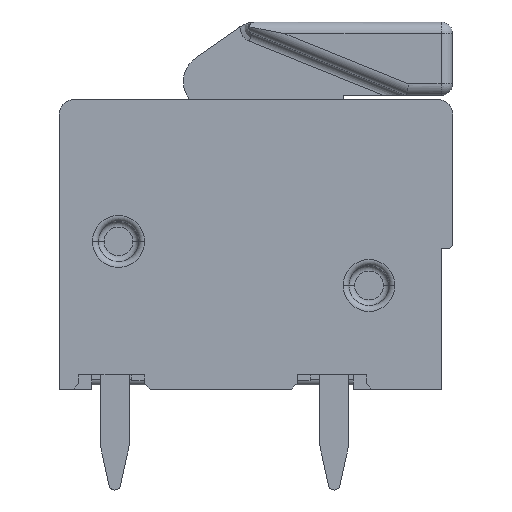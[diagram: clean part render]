
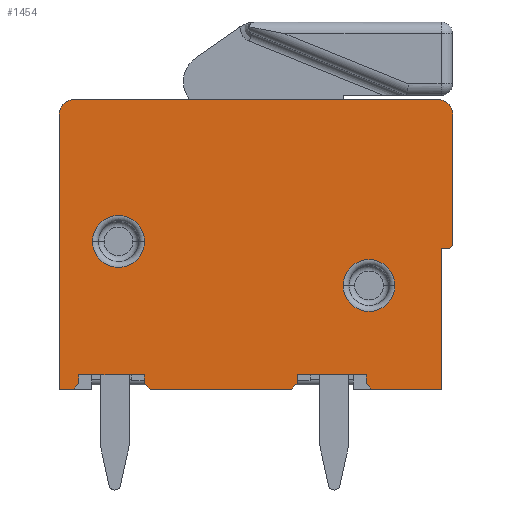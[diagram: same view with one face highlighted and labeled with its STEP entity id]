
A CAD part, left-side view. The second image highlights one B-rep face of the part: STEP entity #1454.
In plain terms, the highlighted planar face has unit normal (-1, 0, 0).
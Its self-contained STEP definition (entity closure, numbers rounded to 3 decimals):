
#1454=ADVANCED_FACE('',(#2778,#2779,#2780),#2781,.F.);
#2778=FACE_OUTER_BOUND('',#4183,.T.);
#2779=FACE_BOUND('',#4184,.T.);
#2780=FACE_BOUND('',#4185,.T.);
#2781=PLANE('',#4186);
#4183=EDGE_LOOP('',(#7840,#7841,#7842,#7843,#7844,#7845,#7846,#7847,#7848,#7849,#7850,#7851,#7852,#7853,#7854,#7855,#7856,#7857,#7858,#7859,#7860));
#4184=EDGE_LOOP('',(#7861,#7862));
#4185=EDGE_LOOP('',(#7863,#7864));
#4186=AXIS2_PLACEMENT_3D('',#7865,#7866,#7867);
#7840=ORIENTED_EDGE('',*,*,#9097,.T.);
#7841=ORIENTED_EDGE('',*,*,#9118,.T.);
#7842=ORIENTED_EDGE('',*,*,#9136,.F.);
#7843=ORIENTED_EDGE('',*,*,#9121,.T.);
#7844=ORIENTED_EDGE('',*,*,#9327,.T.);
#7845=ORIENTED_EDGE('',*,*,#9129,.T.);
#7846=ORIENTED_EDGE('',*,*,#9139,.F.);
#7847=ORIENTED_EDGE('',*,*,#9093,.T.);
#7848=ORIENTED_EDGE('',*,*,#9156,.F.);
#7849=ORIENTED_EDGE('',*,*,#9278,.T.);
#7850=ORIENTED_EDGE('',*,*,#9272,.T.);
#7851=ORIENTED_EDGE('',*,*,#9298,.T.);
#7852=ORIENTED_EDGE('',*,*,#9143,.F.);
#7853=ORIENTED_EDGE('',*,*,#9152,.T.);
#7854=ORIENTED_EDGE('',*,*,#9329,.T.);
#7855=ORIENTED_EDGE('',*,*,#9312,.T.);
#7856=ORIENTED_EDGE('',*,*,#9146,.T.);
#7857=ORIENTED_EDGE('',*,*,#9088,.T.);
#7858=ORIENTED_EDGE('',*,*,#9181,.F.);
#7859=ORIENTED_EDGE('',*,*,#9073,.T.);
#7860=ORIENTED_EDGE('',*,*,#9171,.F.);
#7861=ORIENTED_EDGE('',*,*,#9342,.F.);
#7862=ORIENTED_EDGE('',*,*,#9343,.F.);
#7863=ORIENTED_EDGE('',*,*,#9344,.F.);
#7864=ORIENTED_EDGE('',*,*,#9345,.F.);
#7865=CARTESIAN_POINT('',(0.0,-18.225,-8.198));
#7866=DIRECTION('',(1.0,0.0,0.0));
#7867=DIRECTION('',(0.0,1.0,0.0));
#9073=EDGE_CURVE('',#11072,#11069,#11073,.T.);
#9088=EDGE_CURVE('',#11087,#11099,#11101,.T.);
#9093=EDGE_CURVE('',#11110,#11108,#11111,.T.);
#9097=EDGE_CURVE('',#11116,#11117,#11118,.T.);
#9118=EDGE_CURVE('',#11117,#11149,#11151,.T.);
#9121=EDGE_CURVE('',#11154,#11155,#11156,.T.);
#9129=EDGE_CURVE('',#11166,#11167,#11168,.T.);
#9136=EDGE_CURVE('',#11154,#11149,#11179,.T.);
#9139=EDGE_CURVE('',#11110,#11167,#11182,.T.);
#9143=EDGE_CURVE('',#11187,#11189,#11190,.T.);
#9146=EDGE_CURVE('',#11193,#11087,#11194,.T.);
#9152=EDGE_CURVE('',#11187,#11201,#11203,.T.);
#9156=EDGE_CURVE('',#11207,#11108,#11209,.T.);
#9171=EDGE_CURVE('',#11116,#11069,#11230,.T.);
#9181=EDGE_CURVE('',#11072,#11099,#11243,.T.);
#9272=EDGE_CURVE('',#11373,#11371,#11374,.T.);
#9278=EDGE_CURVE('',#11207,#11373,#11381,.T.);
#9298=EDGE_CURVE('',#11371,#11189,#11406,.T.);
#9312=EDGE_CURVE('',#11424,#11193,#11425,.T.);
#9327=EDGE_CURVE('',#11155,#11166,#11446,.T.);
#9329=EDGE_CURVE('',#11201,#11424,#11448,.T.);
#9342=EDGE_CURVE('',#11461,#11462,#11463,.T.);
#9343=EDGE_CURVE('',#11462,#11461,#11464,.T.);
#9344=EDGE_CURVE('',#11465,#11466,#11467,.T.);
#9345=EDGE_CURVE('',#11466,#11465,#11468,.T.);
#11069=VERTEX_POINT('',#14505);
#11072=VERTEX_POINT('',#14509);
#11073=LINE('',#14510,#14511);
#11087=VERTEX_POINT('',#14531);
#11099=VERTEX_POINT('',#14549);
#11101=LINE('',#14552,#14553);
#11108=VERTEX_POINT('',#14560);
#11110=VERTEX_POINT('',#14563);
#11111=LINE('',#14564,#14565);
#11116=VERTEX_POINT('',#14572);
#11117=VERTEX_POINT('',#14573);
#11118=LINE('',#14574,#14575);
#11149=VERTEX_POINT('',#14617);
#11151=LINE('',#14620,#14621);
#11154=VERTEX_POINT('',#14625);
#11155=VERTEX_POINT('',#14626);
#11156=LINE('',#14627,#14628);
#11166=VERTEX_POINT('',#14643);
#11167=VERTEX_POINT('',#14644);
#11168=LINE('',#14645,#14646);
#11179=LINE('',#14662,#14663);
#11182=LINE('',#14667,#14668);
#11187=VERTEX_POINT('',#14674);
#11189=VERTEX_POINT('',#14677);
#11190=LINE('',#14678,#14679);
#11193=VERTEX_POINT('',#14683);
#11194=CIRCLE('',#14684,0.2);
#11201=VERTEX_POINT('',#14693);
#11203=LINE('',#14696,#14697);
#11207=VERTEX_POINT('',#14702);
#11209=LINE('',#14705,#14706);
#11230=CIRCLE('',#14734,0.5);
#11243=CIRCLE('',#14749,0.5);
#11371=VERTEX_POINT('',#14906);
#11373=VERTEX_POINT('',#14909);
#11374=LINE('',#14910,#14911);
#11381=LINE('',#14921,#14922);
#11406=LINE('',#14958,#14959);
#11424=VERTEX_POINT('',#14984);
#11425=LINE('',#14985,#14986);
#11446=LINE('',#15011,#15012);
#11448=LINE('',#15014,#15015);
#11461=VERTEX_POINT('',#15028);
#11462=VERTEX_POINT('',#15029);
#11463=CIRCLE('',#15030,0.9);
#11464=CIRCLE('',#15031,0.9);
#11465=VERTEX_POINT('',#15032);
#11466=VERTEX_POINT('',#15033);
#11467=CIRCLE('',#15034,0.9);
#11468=CIRCLE('',#15035,0.9);
#14505=CARTESIAN_POINT('',(0.0,12.75,10.05));
#14509=CARTESIAN_POINT('',(0.0,0.1,10.05));
#14510=CARTESIAN_POINT('',(0.0,-0.4,10.05));
#14511=VECTOR('',#16301,1.0);
#14531=CARTESIAN_POINT('',(0.0,-0.4,5.07));
#14549=CARTESIAN_POINT('',(0.0,-0.4,9.55));
#14552=CARTESIAN_POINT('',(0.0,-0.4,0.0));
#14553=VECTOR('',#16315,1.0);
#14560=CARTESIAN_POINT('',(0.0,5.2,0.0));
#14563=CARTESIAN_POINT('',(0.0,10.1,0.0));
#14564=CARTESIAN_POINT('',(0.0,13.25,0.0));
#14565=VECTOR('',#16323,1.0);
#14572=CARTESIAN_POINT('',(0.0,13.25,9.55));
#14573=CARTESIAN_POINT('',(0.0,13.25,0.0));
#14574=CARTESIAN_POINT('',(0.0,13.25,10.05));
#14575=VECTOR('',#16326,1.0);
#14617=CARTESIAN_POINT('',(0.0,12.78,0.0));
#14620=CARTESIAN_POINT('',(0.0,13.25,0.0));
#14621=VECTOR('',#16351,1.0);
#14625=CARTESIAN_POINT('',(0.0,12.58,0.2));
#14626=CARTESIAN_POINT('',(0.0,12.58,0.5));
#14627=CARTESIAN_POINT('',(0.0,12.58,-8.198));
#14628=VECTOR('',#16353,1.0);
#14643=CARTESIAN_POINT('',(0.0,10.3,0.5));
#14644=CARTESIAN_POINT('',(0.0,10.3,0.2));
#14645=CARTESIAN_POINT('',(0.0,10.3,-8.198));
#14646=VECTOR('',#16359,1.0);
#14662=CARTESIAN_POINT('',(0.0,20.978,-8.198));
#14663=VECTOR('',#16365,1.0);
#14667=CARTESIAN_POINT('',(0.0,1.902,-8.198));
#14668=VECTOR('',#16367,1.0);
#14674=CARTESIAN_POINT('',(0.0,2.4,0.0));
#14677=CARTESIAN_POINT('',(0.0,2.6,0.2));
#14678=CARTESIAN_POINT('',(0.0,-5.798,-8.198));
#14679=VECTOR('',#16370,1.0);
#14683=CARTESIAN_POINT('',(0.0,-0.2,4.87));
#14684=AXIS2_PLACEMENT_3D('',#16372,#16373,#16374);
#14693=CARTESIAN_POINT('',(0.0,0.,0.0));
#14696=CARTESIAN_POINT('',(0.0,13.25,0.0));
#14697=VECTOR('',#16381,1.0);
#14702=CARTESIAN_POINT('',(0.0,5.0,0.2));
#14705=CARTESIAN_POINT('',(0.0,13.398,-8.198));
#14706=VECTOR('',#16384,1.0);
#14734=AXIS2_PLACEMENT_3D('',#16401,#16402,#16403);
#14749=AXIS2_PLACEMENT_3D('',#16415,#16416,#16417);
#14906=CARTESIAN_POINT('',(0.0,2.6,0.5));
#14909=CARTESIAN_POINT('',(0.0,5.0,0.5));
#14910=CARTESIAN_POINT('',(0.0,-18.225,0.5));
#14911=VECTOR('',#16547,1.0);
#14921=CARTESIAN_POINT('',(0.0,5.0,-8.198));
#14922=VECTOR('',#16551,1.0);
#14958=CARTESIAN_POINT('',(0.0,2.6,-8.198));
#14959=VECTOR('',#16566,1.0);
#14984=CARTESIAN_POINT('',(0.0,0.,4.87));
#14985=CARTESIAN_POINT('',(0.0,-18.225,4.87));
#14986=VECTOR('',#16580,1.0);
#15011=CARTESIAN_POINT('',(0.0,-18.225,0.5));
#15012=VECTOR('',#16597,1.0);
#15014=CARTESIAN_POINT('',(0.0,0.,-8.198));
#15015=VECTOR('',#16598,1.0);
#15028=CARTESIAN_POINT('',(0.0,12.1,5.13));
#15029=CARTESIAN_POINT('',(0.0,10.3,5.13));
#15030=AXIS2_PLACEMENT_3D('',#16617,#16618,#16619);
#15031=AXIS2_PLACEMENT_3D('',#16620,#16621,#16622);
#15032=CARTESIAN_POINT('',(0.0,3.4,3.6));
#15033=CARTESIAN_POINT('',(0.0,1.6,3.6));
#15034=AXIS2_PLACEMENT_3D('',#16623,#16624,#16625);
#15035=AXIS2_PLACEMENT_3D('',#16626,#16627,#16628);
#16301=DIRECTION('',(0.0,1.0,0.0));
#16315=DIRECTION('',(0.0,0.0,1.0));
#16323=DIRECTION('',(0.0,-1.0,0.0));
#16326=DIRECTION('',(0.0,0.0,-1.0));
#16351=DIRECTION('',(0.0,-1.0,0.0));
#16353=DIRECTION('',(0.0,0.0,1.0));
#16359=DIRECTION('',(0.0,0.0,-1.0));
#16365=DIRECTION('',(0.0,0.707,-0.707));
#16367=DIRECTION('',(0.0,0.707,0.707));
#16370=DIRECTION('',(0.0,0.707,0.707));
#16372=CARTESIAN_POINT('',(0.0,-0.2,5.07));
#16373=DIRECTION('',(-1.0,0.0,0.0));
#16374=DIRECTION('',(0.0,-1.0,0.0));
#16381=DIRECTION('',(0.0,-1.0,0.0));
#16384=DIRECTION('',(0.0,0.707,-0.707));
#16401=CARTESIAN_POINT('',(0.0,12.75,9.55));
#16402=DIRECTION('',(1.0,0.0,0.0));
#16403=DIRECTION('',(0.0,1.0,0.0));
#16415=CARTESIAN_POINT('',(0.0,0.1,9.55));
#16416=DIRECTION('',(1.0,0.0,0.0));
#16417=DIRECTION('',(0.0,1.0,0.0));
#16547=DIRECTION('',(0.0,-1.0,0.0));
#16551=DIRECTION('',(0.0,0.0,1.0));
#16566=DIRECTION('',(0.0,0.0,-1.0));
#16580=DIRECTION('',(0.0,-1.0,0.0));
#16597=DIRECTION('',(0.0,-1.0,0.0));
#16598=DIRECTION('',(0.0,0.0,1.0));
#16617=CARTESIAN_POINT('',(0.0,11.2,5.13));
#16618=DIRECTION('',(-1.0,0.0,0.0));
#16619=DIRECTION('',(0.0,-1.0,0.0));
#16620=CARTESIAN_POINT('',(0.0,11.2,5.13));
#16621=DIRECTION('',(-1.0,0.0,0.0));
#16622=DIRECTION('',(0.0,-1.0,0.0));
#16623=CARTESIAN_POINT('',(0.0,2.5,3.6));
#16624=DIRECTION('',(-1.0,0.0,0.0));
#16625=DIRECTION('',(0.0,-1.0,0.0));
#16626=CARTESIAN_POINT('',(0.0,2.5,3.6));
#16627=DIRECTION('',(-1.0,0.0,0.0));
#16628=DIRECTION('',(0.0,-1.0,0.0));
